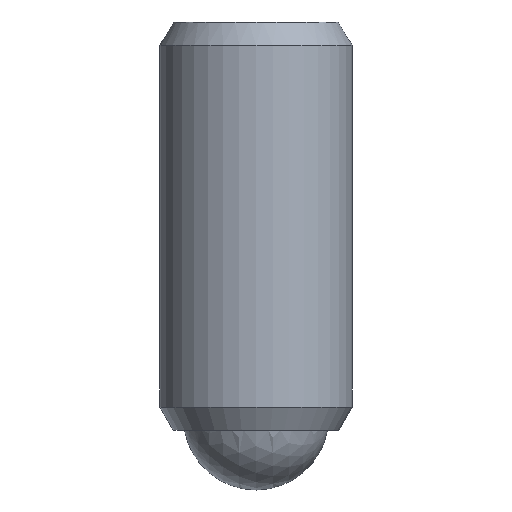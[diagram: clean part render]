
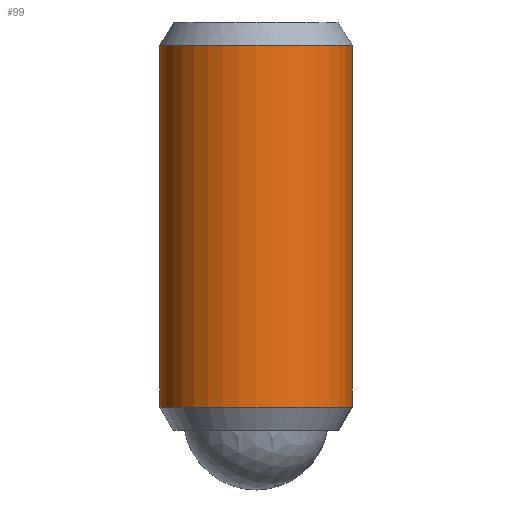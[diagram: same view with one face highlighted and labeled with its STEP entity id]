
A CAD part, front view. The second image highlights one B-rep face of the part: STEP entity #99.
In plain terms, the highlighted cylindrical face has radius 3.175 mm (diameter 6.35 mm), a partial arc.
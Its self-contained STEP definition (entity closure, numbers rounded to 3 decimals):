
#89=EDGE_CURVE('',#203,#123,#233,.T.);
#95=EDGE_CURVE('',#135,#191,#240,.T.);
#99=ADVANCED_FACE('',(#245),#246,.T.);
#123=VERTEX_POINT('',#275);
#135=VERTEX_POINT('',#288);
#153=EDGE_CURVE('',#123,#191,#306,.T.);
#177=EDGE_CURVE('',#135,#203,#333,.T.);
#191=VERTEX_POINT('',#347);
#203=VERTEX_POINT('',#359);
#233=CIRCLE('',#382,3.175);
#240=CIRCLE('',#390,3.175);
#245=FACE_OUTER_BOUND('',#395,.T.);
#246=CYLINDRICAL_SURFACE('',#396,3.175);
#275=CARTESIAN_POINT('',(3.175,0.,2.742));
#288=CARTESIAN_POINT('',(-3.175,0.,14.708));
#306=LINE('',#500,#501);
#333=LINE('',#533,#534);
#347=CARTESIAN_POINT('',(3.175,0.,14.708));
#359=CARTESIAN_POINT('',(-3.175,0.,2.742));
#382=AXIS2_PLACEMENT_3D('',#602,#603,#604);
#390=AXIS2_PLACEMENT_3D('',#611,#612,#613);
#395=EDGE_LOOP('',(#623,#624,#625,#626));
#396=AXIS2_PLACEMENT_3D('',#627,#628,#629);
#500=CARTESIAN_POINT('',(3.175,0.,8.725));
#501=VECTOR('',#699,1.0);
#533=CARTESIAN_POINT('',(-3.175,0.,8.725));
#534=VECTOR('',#735,1.0);
#602=CARTESIAN_POINT('',(0.,0.0,2.742));
#603=DIRECTION('',(0.,0.,1.0));
#604=DIRECTION('',(1.0,0.,0.));
#611=CARTESIAN_POINT('',(0.,0.0,14.708));
#612=DIRECTION('',(0.,0.,1.0));
#613=DIRECTION('',(1.0,0.,0.));
#623=ORIENTED_EDGE('',*,*,#153,.T.);
#624=ORIENTED_EDGE('',*,*,#95,.F.);
#625=ORIENTED_EDGE('',*,*,#177,.T.);
#626=ORIENTED_EDGE('',*,*,#89,.T.);
#627=CARTESIAN_POINT('',(0.,0.0,8.725));
#628=DIRECTION('',(0.,0.,-1.0));
#629=DIRECTION('',(1.0,0.,0.));
#699=DIRECTION('',(0.,0.0,1.0));
#735=DIRECTION('',(0.,-0.0,-1.0));
